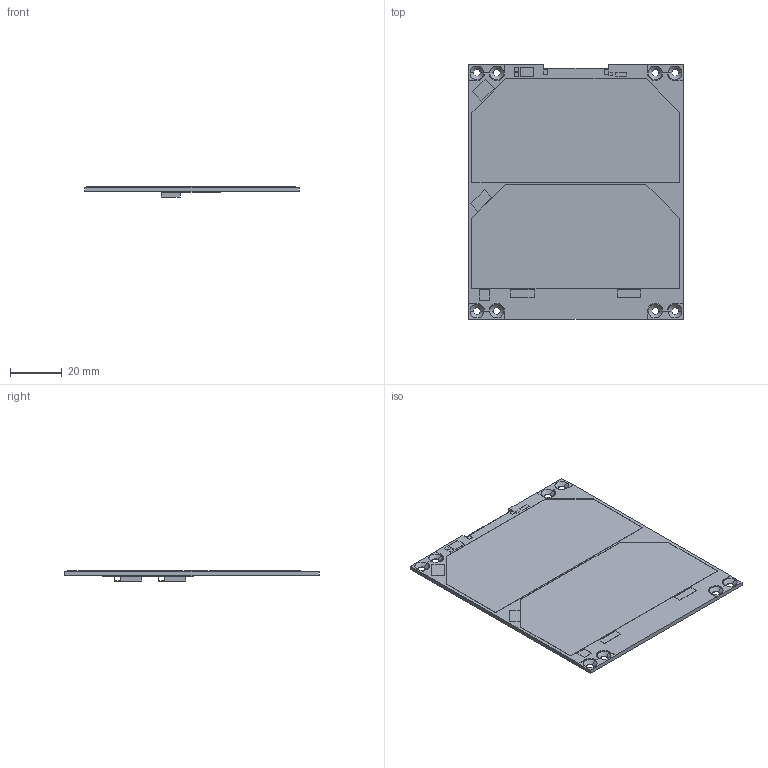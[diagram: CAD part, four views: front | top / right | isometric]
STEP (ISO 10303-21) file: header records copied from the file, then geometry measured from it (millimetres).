
FILE_DESCRIPTION((''),'2;1');
FILE_NAME('ISIS_ISPA_1_5_405_ASS_SW0001','2017-06-16T',('jmig'),(''),'PRO/ENGINEER BY PARAMETRIC TECHNOLOGY CORPORATION, 2015110','PRO/ENGINEER BY PARAMETRIC TECHNOLOGY CORPORATION, 2015110','');
FILE_SCHEMA(('AUTOMOTIVE_DESIGN { 1 0 10303 214 1 1 1 1 }'));
Length unit declared in the file: millimetre
Products named in the file (1): ISIS_ISPA_1_5_405_ASS_SW0001
Bounding box: 82.6 x 98 x 3.87 mm (x, y, z)
Volume: 14216.1 mm3; surface area: 17118.7 mm2
Topology: 1 solids, 1 shells, 224 faces, 574 edges, 358 vertices
Faces by surface type: plane 167, cylinder 35, cone 22
Entity records: 7582 total; most frequent: CARTESIAN_POINT 1182, ORIENTED_EDGE 1148, DIRECTION 1139, EDGE_CURVE 574, VECTOR 476, LINE 476, VERTEX_POINT 358, AXIS2_PLACEMENT_3D 330
